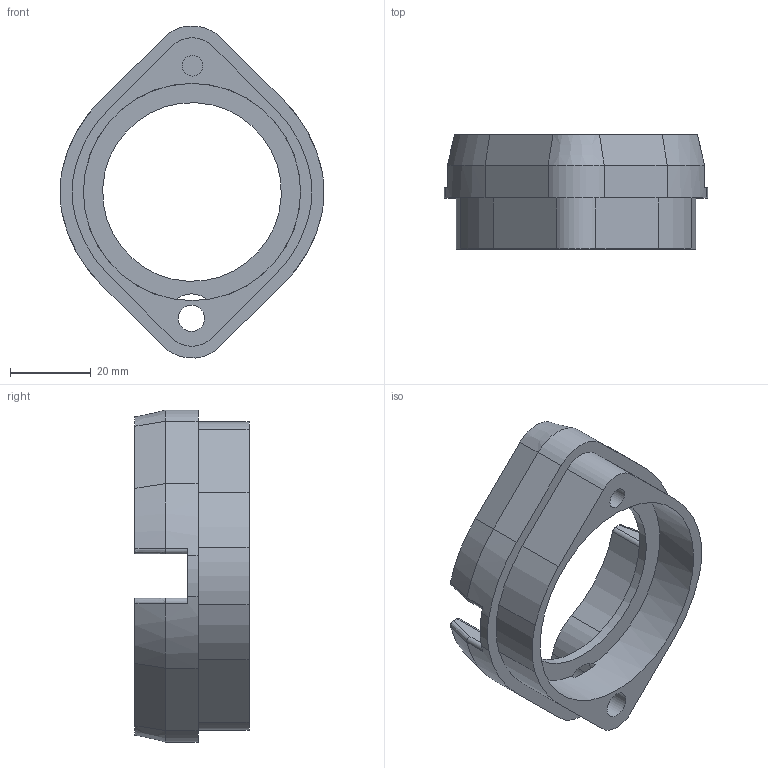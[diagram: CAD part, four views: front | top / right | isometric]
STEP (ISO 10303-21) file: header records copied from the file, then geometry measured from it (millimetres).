
FILE_DESCRIPTION(/* description */ (''),/* implementation_level */ '2;1');
FILE_NAME(/* name */ '30lb hub.step',/* time_stamp */ '2024-04-28T14:46:35-04:00',/* author */ (''),/* organization */ (''),/* preprocessor_version */ 'ST-DEVELOPER v20',/* originating_system */ 'Autodesk Translation Framework v12.20.1.177',/* authorisation */ '');
FILE_SCHEMA (('AUTOMOTIVE_DESIGN { 1 0 10303 214 3 1 1 }'));
Length unit declared in the file: millimetre
Products named in the file (1): 30lb hub
Bounding box: 65.41 x 28.27 x 82.26 mm (x, y, z)
Volume: 26416.9 mm3; surface area: 14911.7 mm2
Topology: 1 solids, 1 shells, 73 faces, 202 edges, 132 vertices
Faces by surface type: cylinder 37, plane 25, cone 6, bspline 5
Full cylindrical faces by diameter (mm): 5.116 x1, 6.528 x1, 12.073 x1, 44.286 x1, 53.8 x1
Entity records: 2896 total; most frequent: CARTESIAN_POINT 957, DIRECTION 407, ORIENTED_EDGE 404, EDGE_CURVE 202, AXIS2_PLACEMENT_3D 158, VERTEX_POINT 132, LINE 91, VECTOR 91
